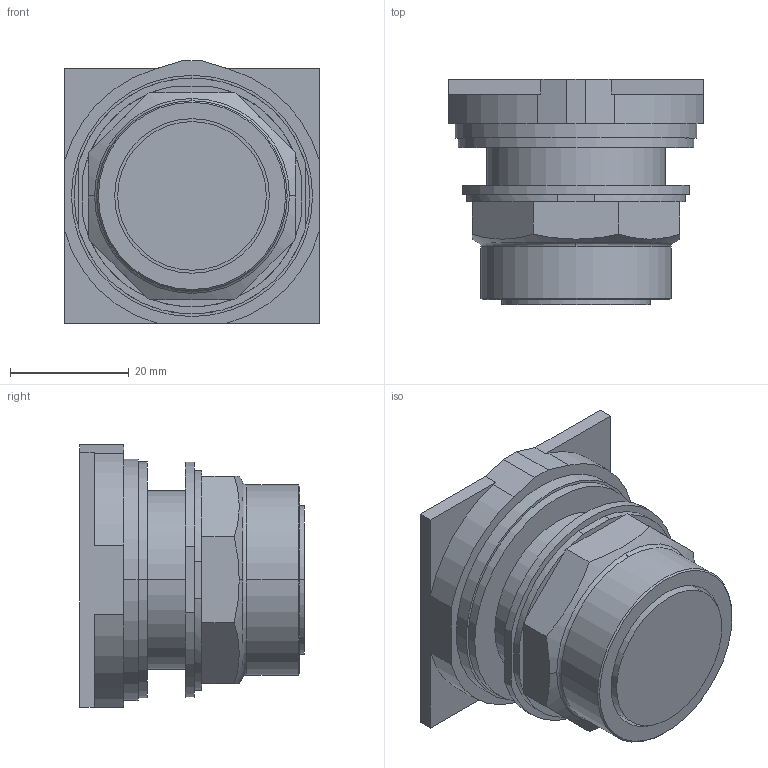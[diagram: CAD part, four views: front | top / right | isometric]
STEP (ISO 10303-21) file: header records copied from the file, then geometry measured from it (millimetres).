
FILE_DESCRIPTION(('starvars output'),'2;1');
FILE_NAME('9001K2L_3D.stp','12:32:26 2020/04/01',( 'Thomas Industrial Network Germany GmbH'),( 'Thomas Industrial Network Germany GmbH'),'unknown preprocess','ACIS' ,'unknown authorization');
FILE_SCHEMA(('AUTOMOTIVE_DESIGN_CC2 {UNKNOWN IMPLEMENTATION LEVEL}'));
Length unit declared in the file: millimetre
Products named in the file (1): PRODUCT_ID_2
Bounding box: 42.88 x 37.85 x 44.2 mm (x, y, z)
Volume: 37573 mm3; surface area: 12474 mm2
Topology: 2 solids, 2 shells, 84 faces, 198 edges, 126 vertices
Faces by surface type: plane 53, cylinder 25, cone 4, torus 2
Entity records: 2685 total; most frequent: ORIENTED_EDGE 396, CARTESIAN_POINT 331, DIRECTION 259, EDGE_CURVE 198, VERTEX_POINT 126, EDGE_LOOP 92, FACE_BOUND 92, VECTOR 91
